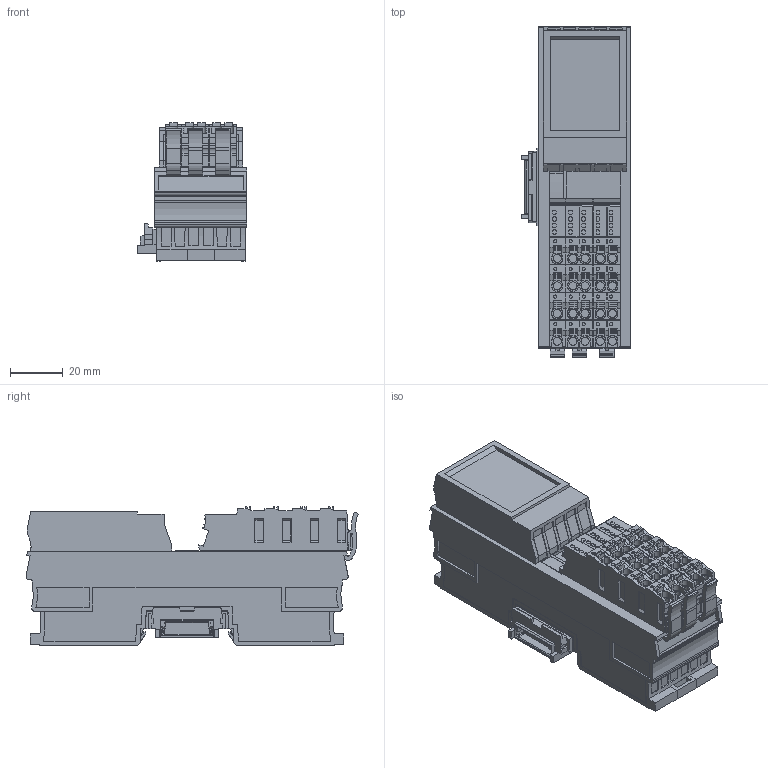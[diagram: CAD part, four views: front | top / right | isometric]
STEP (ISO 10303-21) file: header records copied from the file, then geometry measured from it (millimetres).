
FILE_DESCRIPTION(('Creo Elements/Direct Modeling STEP Export'),'2;1');
FILE_NAME('model.stp','2019-04-11T 1:42:54',(''),(''),'Creo Elements/Direct Modeling STEP processor for AP214 (Solid Model)','Creo Elements/Direct Modeling 20.1A 29-Sep-2018 (C) Parametric Technology GmbH','');
FILE_SCHEMA(('AUTOMOTIVE_DESIGN { 1 0 10303 214 1 1 1 1 }'));
Length unit declared in the file: millimetre
Products named in the file (6): FIBO_FH_1KF_20...-select; FIBO_P_SP_TWIN...-select.2; FIBO_P_SP1.5_SINGLE_PWR...-select; AXL_F_BS_H-select; FIBO_COLOR_CODE_GN6021-select; AXL_F_AI4_I_1H-select
Assembly tree (6 placements, depth 2):
  AXL_F_AI4_I_1H-select
    FIBO_COLOR_CODE_GN6021-select
    AXL_F_BS_H-select
    FIBO_P_SP1.5_SINGLE_PWR...-select
    FIBO_P_SP_TWIN...-select.2  x2
    FIBO_FH_1KF_20...-select
Bounding box: 41.8 x 126.17 x 52.8 mm (x, y, z)
Volume: 178566.7 mm3; surface area: 49079.8 mm2
Topology: 6 solids, 6 shells, 2380 faces, 6418 edges, 4255 vertices
Faces by surface type: plane 1946, cylinder 369, cone 40, extrusion 21, bspline 4
Entity records: 70349 total; most frequent: CARTESIAN_POINT 11004, ORIENTED_EDGE 9810, DIRECTION 8395, EDGE_CURVE 4905, VECTOR 4127, LINE 4106, VERTEX_POINT 3247, AXIS2_PLACEMENT_3D 2134
